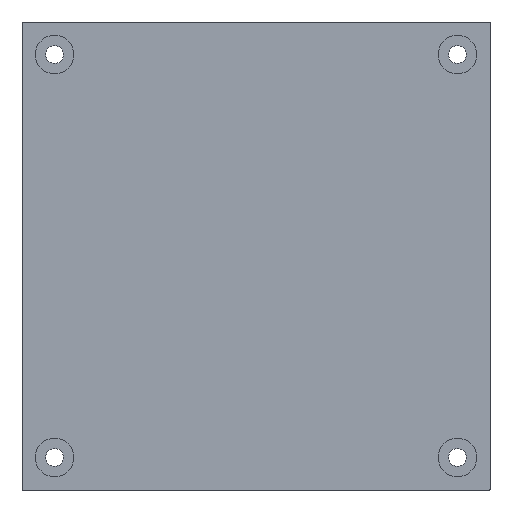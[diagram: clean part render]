
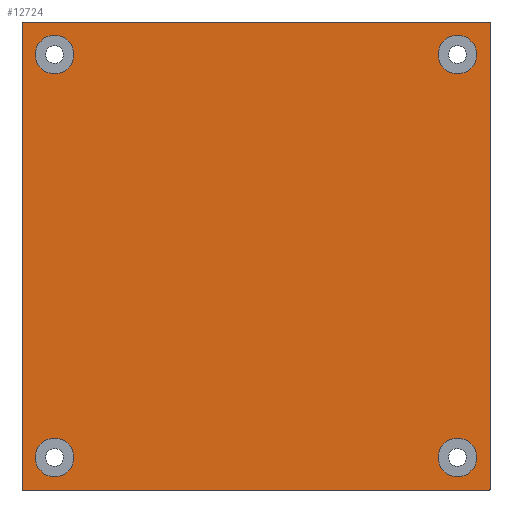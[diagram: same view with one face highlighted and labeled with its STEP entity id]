
A CAD part, left-side view. The second image highlights one B-rep face of the part: STEP entity #12724.
In plain terms, the highlighted planar face has unit normal (-1, 0, 0).
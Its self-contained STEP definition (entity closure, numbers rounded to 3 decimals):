
#32=FACE_BOUND('',#57025,.T.);
#33=FACE_BOUND('',#57026,.T.);
#34=FACE_BOUND('',#57027,.T.);
#35=FACE_BOUND('',#57028,.T.);
#7814=CIRCLE('',#133989,6.5);
#7815=CIRCLE('',#133990,6.5);
#7818=CIRCLE('',#133996,0.3);
#7819=CIRCLE('',#133997,0.3);
#7820=CIRCLE('',#133998,0.3);
#7821=CIRCLE('',#133999,0.3);
#7822=CIRCLE('',#134000,6.5);
#7823=CIRCLE('',#134001,6.5);
#7824=CIRCLE('',#134002,6.5);
#7825=CIRCLE('',#134003,6.5);
#7826=CIRCLE('',#134004,6.5);
#7827=CIRCLE('',#134005,6.5);
#12724=ADVANCED_FACE('extract.3',(#16337,#32,#33,#34,#35),#90134,.T.);
#16337=FACE_OUTER_BOUND('',#57024,.T.);
#33678=ORIENTED_EDGE('',*,*,#42804,.F.);
#33679=ORIENTED_EDGE('',*,*,#42805,.T.);
#33680=ORIENTED_EDGE('',*,*,#42806,.F.);
#33681=ORIENTED_EDGE('',*,*,#42807,.T.);
#33682=ORIENTED_EDGE('',*,*,#42808,.F.);
#33683=ORIENTED_EDGE('',*,*,#42809,.T.);
#33684=ORIENTED_EDGE('',*,*,#42810,.F.);
#33685=ORIENTED_EDGE('',*,*,#42811,.T.);
#33686=ORIENTED_EDGE('',*,*,#42812,.F.);
#33687=ORIENTED_EDGE('',*,*,#42813,.F.);
#33688=ORIENTED_EDGE('',*,*,#42814,.F.);
#33689=ORIENTED_EDGE('',*,*,#42815,.F.);
#33690=ORIENTED_EDGE('',*,*,#42816,.F.);
#33691=ORIENTED_EDGE('',*,*,#42817,.F.);
#33692=ORIENTED_EDGE('',*,*,#42798,.F.);
#33693=ORIENTED_EDGE('',*,*,#42799,.F.);
#42798=EDGE_CURVE('4902',#53352,#53353,#7814,.T.);
#42799=EDGE_CURVE('4903',#53353,#53352,#7815,.T.);
#42804=EDGE_CURVE('5002',#53356,#53357,#48195,.T.);
#42805=EDGE_CURVE('5003',#53356,#53358,#7818,.T.);
#42806=EDGE_CURVE('5004',#53359,#53358,#48196,.T.);
#42807=EDGE_CURVE('5005',#53359,#53360,#7819,.T.);
#42808=EDGE_CURVE('5006',#53361,#53360,#48197,.T.);
#42809=EDGE_CURVE('5007',#53361,#53362,#7820,.T.);
#42810=EDGE_CURVE('5008',#53363,#53362,#48198,.T.);
#42811=EDGE_CURVE('5009',#53363,#53357,#7821,.T.);
#42812=EDGE_CURVE('5010',#53364,#53365,#7822,.T.);
#42813=EDGE_CURVE('5011',#53365,#53364,#7823,.T.);
#42814=EDGE_CURVE('4918',#53366,#53367,#7824,.T.);
#42815=EDGE_CURVE('4919',#53367,#53366,#7825,.T.);
#42816=EDGE_CURVE('5012',#53368,#53369,#7826,.T.);
#42817=EDGE_CURVE('5013',#53369,#53368,#7827,.T.);
#45588=VECTOR('',#134289,157.4);
#45589=VECTOR('',#134276,157.4);
#45590=VECTOR('',#134277,157.4);
#45591=VECTOR('',#134263,157.4);
#48195=LINE('',#127874,#45588);
#48196=LINE('',#127878,#45589);
#48197=LINE('',#127881,#45590);
#48198=LINE('',#127884,#45591);
#53352=VERTEX_POINT('3019',#127868);
#53353=VERTEX_POINT('3020',#127869);
#53356=VERTEX_POINT('3081',#127874);
#53357=VERTEX_POINT('3082',#127875);
#53358=VERTEX_POINT('3083',#127876);
#53359=VERTEX_POINT('3084',#127878);
#53360=VERTEX_POINT('3085',#127879);
#53361=VERTEX_POINT('3086',#127881);
#53362=VERTEX_POINT('3087',#127882);
#53363=VERTEX_POINT('3088',#127884);
#53364=VERTEX_POINT('3089',#127886);
#53365=VERTEX_POINT('3090',#127887);
#53366=VERTEX_POINT('3029',#127889);
#53367=VERTEX_POINT('3030',#127890);
#53368=VERTEX_POINT('3091',#127892);
#53369=VERTEX_POINT('3092',#127893);
#57024=EDGE_LOOP('',(#33678,#33679,#33680,#33681,#33682,#33683,#33684,#33685));
#57025=EDGE_LOOP('',(#33686,#33687));
#57026=EDGE_LOOP('',(#33688,#33689));
#57027=EDGE_LOOP('',(#33690,#33691));
#57028=EDGE_LOOP('',(#33692,#33693));
#90134=PLANE('',#133995);
#127863=CARTESIAN_POINT('',(49.79,68.,-68.));
#127868=CARTESIAN_POINT('',(49.79,61.5,-68.));
#127869=CARTESIAN_POINT('',(49.79,74.5,-68.));
#127873=CARTESIAN_POINT('',(49.79,-94.8,-97.2));
#127874=CARTESIAN_POINT('',(49.79,-78.7,-79.));
#127875=CARTESIAN_POINT('',(49.79,78.7,-79.));
#127876=CARTESIAN_POINT('',(49.79,-79.,-78.7));
#127877=CARTESIAN_POINT('',(49.79,-78.7,-78.7));
#127878=CARTESIAN_POINT('',(49.79,-79.,78.7));
#127879=CARTESIAN_POINT('',(49.79,-78.7,79.));
#127880=CARTESIAN_POINT('',(49.79,-78.7,78.7));
#127881=CARTESIAN_POINT('',(49.79,78.7,79.));
#127882=CARTESIAN_POINT('',(49.79,79.,78.7));
#127883=CARTESIAN_POINT('',(49.79,78.7,78.7));
#127884=CARTESIAN_POINT('',(49.79,79.,-78.7));
#127885=CARTESIAN_POINT('',(49.79,78.7,-78.7));
#127886=CARTESIAN_POINT('',(49.79,-74.5,-68.));
#127887=CARTESIAN_POINT('',(49.79,-61.5,-68.));
#127888=CARTESIAN_POINT('',(49.79,-68.,-68.));
#127889=CARTESIAN_POINT('',(49.79,-74.5,68.));
#127890=CARTESIAN_POINT('',(49.79,-61.5,68.));
#127891=CARTESIAN_POINT('',(49.79,-68.,68.));
#127892=CARTESIAN_POINT('',(49.79,61.5,68.));
#127893=CARTESIAN_POINT('',(49.79,74.5,68.));
#127894=CARTESIAN_POINT('',(49.79,68.,68.));
#133989=AXIS2_PLACEMENT_3D('',#127863,#134272,#134277);
#133990=AXIS2_PLACEMENT_3D('',#127863,#134272,#134289);
#133995=AXIS2_PLACEMENT_3D('',#127873,#134272,#134263);
#133996=AXIS2_PLACEMENT_3D('',#127877,#134272,#134276);
#133997=AXIS2_PLACEMENT_3D('',#127880,#134272,#134277);
#133998=AXIS2_PLACEMENT_3D('',#127883,#134272,#134263);
#133999=AXIS2_PLACEMENT_3D('',#127885,#134272,#134289);
#134000=AXIS2_PLACEMENT_3D('',#127888,#134272,#134277);
#134001=AXIS2_PLACEMENT_3D('',#127888,#134272,#134289);
#134002=AXIS2_PLACEMENT_3D('',#127891,#134272,#134277);
#134003=AXIS2_PLACEMENT_3D('',#127891,#134272,#134289);
#134004=AXIS2_PLACEMENT_3D('',#127894,#134272,#134277);
#134005=AXIS2_PLACEMENT_3D('',#127894,#134272,#134289);
#134263=DIRECTION('',(0.,0.,1.));
#134272=DIRECTION('',(-1.,0.,0.));
#134276=DIRECTION('',(0.,0.,-1.));
#134277=DIRECTION('',(0.,-1.,0.));
#134289=DIRECTION('',(0.,1.,0.));
